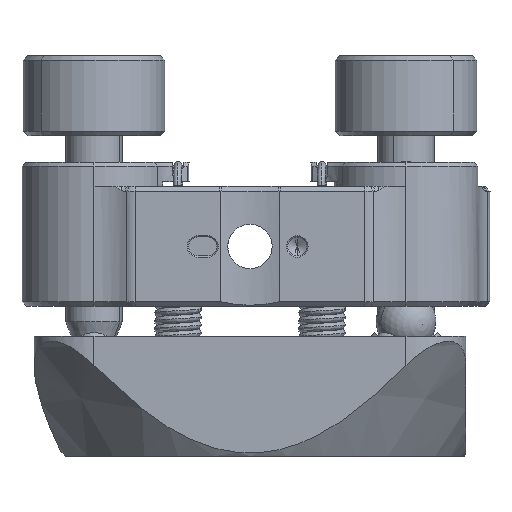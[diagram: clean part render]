
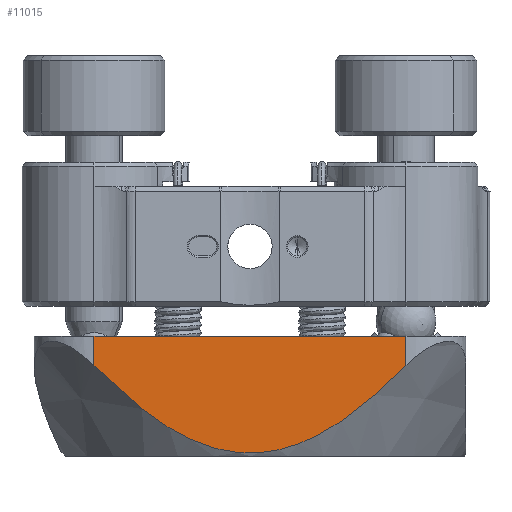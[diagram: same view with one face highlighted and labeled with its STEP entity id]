
A CAD part, left-side view. The second image highlights one B-rep face of the part: STEP entity #11015.
In plain terms, the highlighted planar face has unit normal (-1, 0, 0).
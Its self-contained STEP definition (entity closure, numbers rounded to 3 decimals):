
#116 = CARTESIAN_POINT ( 'NONE',  ( -22.86, -4.006, -24.602 ) ) ;
#1355 = CARTESIAN_POINT ( 'NONE',  ( -22.86, 16.51, -15.938 ) ) ;
#1667 = CARTESIAN_POINT ( 'NONE',  ( -22.86, 1.626, -25.108 ) ) ;
#1691 = DIRECTION ( 'NONE',  ( 0., 0., 1. ) ) ;
#2258 = EDGE_CURVE ( 'NONE', #5650, #12657, #16180, .T. ) ;
#2954 = EDGE_CURVE ( 'NONE', #12657, #13589, #16148, .T. ) ;
#3035 = CARTESIAN_POINT ( 'NONE',  ( -22.86, 7.747, -23.031 ) ) ;
#3145 = CARTESIAN_POINT ( 'NONE',  ( -22.86, 14.22, -18.186 ) ) ;
#3248 = CARTESIAN_POINT ( 'NONE',  ( -22.86, 2.82, -24.89 ) ) ;
#3352 = CARTESIAN_POINT ( 'NONE',  ( -22.86, 4.395, -24.465 ) ) ;
#3455 = CARTESIAN_POINT ( 'NONE',  ( -22.86, 11.758, -20.266 ) ) ;
#3636 = CARTESIAN_POINT ( 'NONE',  ( -22.86, -5.161, -24.194 ) ) ;
#4459 = CARTESIAN_POINT ( 'NONE',  ( -22.86, -16.51, -12.827 ) ) ;
#4561 = EDGE_CURVE ( 'NONE', #13589, #13430, #17573, .T. ) ;
#5015 = CARTESIAN_POINT ( 'NONE',  ( -22.86, -6.655, -23.545 ) ) ;
#5508 = LINE ( 'NONE', #12002, #20471 ) ;
#5634 = CARTESIAN_POINT ( 'NONE',  ( -22.86, -12.364, -19.774 ) ) ;
#5650 = VERTEX_POINT ( 'NONE', #14526 ) ;
#5793 = ORIENTED_EDGE ( 'NONE', *, *, #4561, .T. ) ;
#5857 = CARTESIAN_POINT ( 'NONE',  ( -22.86, -9.785, -21.723 ) ) ;
#6293 = DIRECTION ( 'NONE',  ( 0., 1., 0. ) ) ;
#6616 = CARTESIAN_POINT ( 'NONE',  ( -22.86, -6.289, -23.719 ) ) ;
#6719 = CARTESIAN_POINT ( 'NONE',  ( -22.86, -7.735, -22.997 ) ) ;
#6823 = CARTESIAN_POINT ( 'NONE',  ( -22.86, -1.628, -25.091 ) ) ;
#7337 = CARTESIAN_POINT ( 'NONE',  ( -22.86, -11.733, -20.285 ) ) ;
#7949 = CARTESIAN_POINT ( 'NONE',  ( -22.86, 15.383, -17.08 ) ) ;
#8059 = DIRECTION ( 'NONE',  ( 0., -1., 0. ) ) ;
#8145 = CARTESIAN_POINT ( 'NONE',  ( -22.86, 0.82, -25.184 ) ) ;
#8730 = CARTESIAN_POINT ( 'NONE',  ( -22.86, -16.51, -15.938 ) ) ;
#9058 = CARTESIAN_POINT ( 'NONE',  ( -22.86, -15.382, -17.082 ) ) ;
#9225 = ORIENTED_EDGE ( 'NONE', *, *, #2258, .T. ) ;
#9237 = FACE_OUTER_BOUND ( 'NONE', #15095, .T. ) ;
#9648 = CARTESIAN_POINT ( 'NONE',  ( -22.86, 10.465, -21.245 ) ) ;
#9691 = CARTESIAN_POINT ( 'NONE',  ( -22.86, -16.51, -12.827 ) ) ;
#9908 = CARTESIAN_POINT ( 'NONE',  ( -22.86, -3.224, -24.816 ) ) ;
#11015 = ADVANCED_FACE ( 'NONE', ( #9237 ), #15711, .F. ) ;
#12002 = CARTESIAN_POINT ( 'NONE',  ( -22.86, 16.51, -25.527 ) ) ;
#12657 = VERTEX_POINT ( 'NONE', #21000 ) ;
#12737 = CARTESIAN_POINT ( 'NONE',  ( -22.86, 9.796, -21.716 ) ) ;
#12866 = CARTESIAN_POINT ( 'NONE',  ( -22.86, -16.51, -25.527 ) ) ;
#12938 = CARTESIAN_POINT ( 'NONE',  ( -22.86, 4.002, -24.588 ) ) ;
#13043 = CARTESIAN_POINT ( 'NONE',  ( -22.86, -0.404, -25.185 ) ) ;
#13386 = ORIENTED_EDGE ( 'NONE', *, *, #19171, .F. ) ;
#13430 = VERTEX_POINT ( 'NONE', #20520 ) ;
#13435 = AXIS2_PLACEMENT_3D ( 'NONE', #16026, #14736, #8059 ) ;
#13439 = ORIENTED_EDGE ( 'NONE', *, *, #2954, .T. ) ;
#13589 = VERTEX_POINT ( 'NONE', #4459 ) ;
#13614 = CARTESIAN_POINT ( 'NONE',  ( -22.86, -10.444, -21.26 ) ) ;
#14526 = CARTESIAN_POINT ( 'NONE',  ( -22.86, 16.51, -15.938 ) ) ;
#14529 = CARTESIAN_POINT ( 'NONE',  ( -22.86, 6.317, -23.784 ) ) ;
#14685 = CARTESIAN_POINT ( 'NONE',  ( -22.86, -2.03, -25.035 ) ) ;
#14736 = DIRECTION ( 'NONE',  ( 1., 0., 0. ) ) ;
#15095 = EDGE_LOOP ( 'NONE', ( #13386, #9225, #13439, #5793 ) ) ;
#15620 = CARTESIAN_POINT ( 'NONE',  ( -22.86, -8.431, -22.592 ) ) ;
#15711 = PLANE ( 'NONE',  #13435 ) ;
#16026 = CARTESIAN_POINT ( 'NONE',  ( -22.86, -16.51, -25.527 ) ) ;
#16148 = LINE ( 'NONE', #12866, #20576 ) ;
#16180 = B_SPLINE_CURVE_WITH_KNOTS ( 'NONE', 3,
 ( #1355, #7949, #3145, #17719, #3455, #9648, #12737, #3035, #14529, #3352, #12938, #19420, #3248, #1667, #8145, #13043, #16606, #6823, #14685, #9908, #116, #3636, #16393, #6616, #5015, #6719, #15620, #5857, #13614, #7337, #5634, #18507, #9058, #8730 ),
 .UNSPECIFIED., .F., .F.,
 ( 4, 2, 2, 2, 2, 2, 2, 2, 2, 2, 2, 2, 2, 2, 2, 2, 4 ),
 ( 0.082, 0.087, 0.09, 0.092, 0.097, 0.098, 0.099, 0.102, 0.103, 0.104, 0.107, 0.108, 0.109, 0.111, 0.114, 0.116, 0.121 ),
 .UNSPECIFIED. ) ;
#16393 = CARTESIAN_POINT ( 'NONE',  ( -22.86, -5.543, -24.042 ) ) ;
#16606 = CARTESIAN_POINT ( 'NONE',  ( -22.86, -0.816, -25.166 ) ) ;
#16992 = DIRECTION ( 'NONE',  ( 0., 0., 1. ) ) ;
#17573 = LINE ( 'NONE', #9691, #19405 ) ;
#17719 = CARTESIAN_POINT ( 'NONE',  ( -22.86, 12.384, -19.757 ) ) ;
#18507 = CARTESIAN_POINT ( 'NONE',  ( -22.86, -14.214, -18.192 ) ) ;
#19171 = EDGE_CURVE ( 'NONE', #5650, #13430, #5508, .T. ) ;
#19405 = VECTOR ( 'NONE', #6293, 1000. ) ;
#19420 = CARTESIAN_POINT ( 'NONE',  ( -22.86, 3.216, -24.801 ) ) ;
#20471 = VECTOR ( 'NONE', #16992, 1000. ) ;
#20520 = CARTESIAN_POINT ( 'NONE',  ( -22.86, 16.51, -12.827 ) ) ;
#20576 = VECTOR ( 'NONE', #1691, 1000. ) ;
#21000 = CARTESIAN_POINT ( 'NONE',  ( -22.86, -16.51, -15.938 ) ) ;
